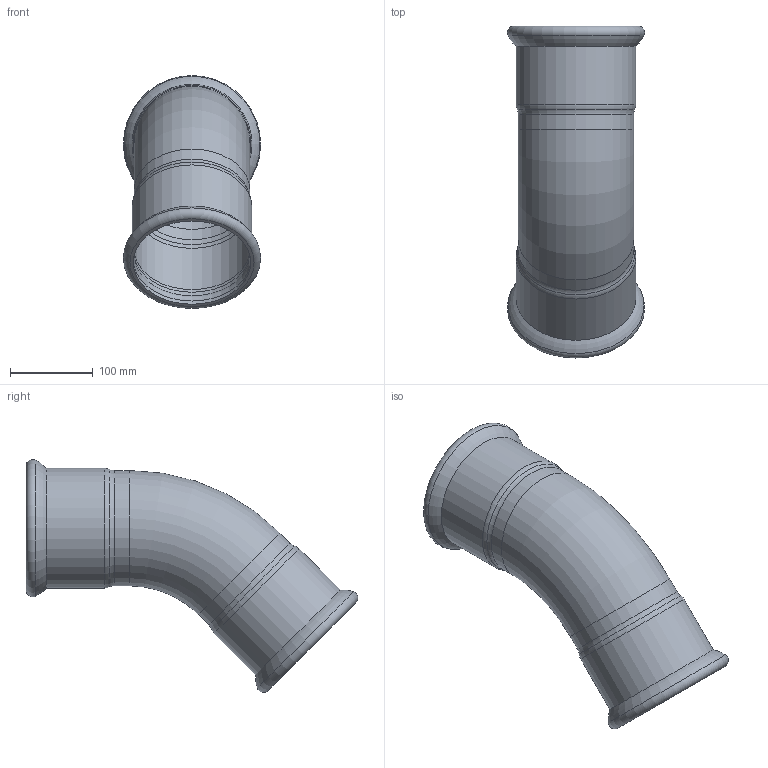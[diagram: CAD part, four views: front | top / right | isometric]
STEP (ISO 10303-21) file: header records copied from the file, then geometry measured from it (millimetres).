
FILE_DESCRIPTION(/* description */ (''),/* implementation_level */ '2;1');
FILE_NAME(/* name */ '181139450_Inoxpres.stp',/* time_stamp */ '2022-10-10T16:46:15+02:00',/* author */ ('Vault'),/* organization */ ('Raccorderie metalliche s.p.a. '),/* preprocessor_version */ 'ST-DEVELOPER v18.1',/* originating_system */ 'Autodesk Inventor 2020',/* authorisation */ 'Raccorderie metalliche s.p.a. ');
FILE_SCHEMA (('AUTOMOTIVE_DESIGN { 1 0 10303 214 3 1 1 }'));
Length unit declared in the file: millimetre
Products named in the file (1): 181139450_Inoxpres
Bounding box: 166.27 x 402.01 x 282.15 mm (x, y, z)
Volume: 518711.2 mm3; surface area: 366118.6 mm2
Topology: 1 solids, 1 shells, 32 faces, 112 edges, 82 vertices
Faces by surface type: torus 18, cylinder 12, plane 2
Full cylindrical faces by diameter (mm): 135.7 x2, 139.7 x2, 141 x2, 142.5 x4, 145 x2
Entity records: 1357 total; most frequent: DIRECTION 278, CARTESIAN_POINT 227, ORIENTED_EDGE 224, AXIS2_PLACEMENT_3D 133, EDGE_CURVE 112, CIRCLE 100, VERTEX_POINT 82, EDGE_LOOP 34
